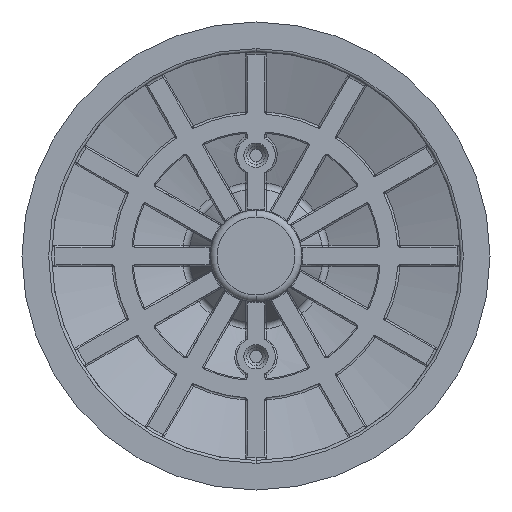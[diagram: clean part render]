
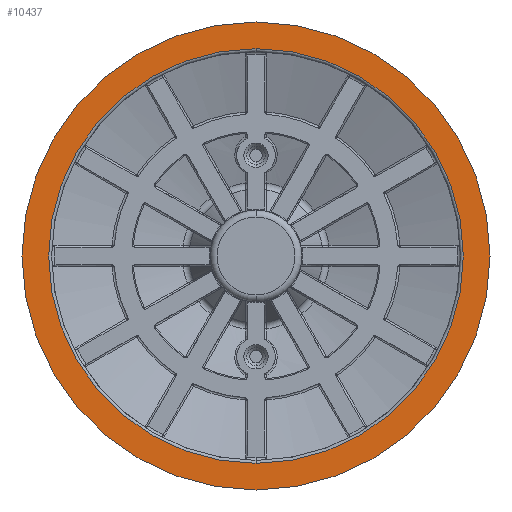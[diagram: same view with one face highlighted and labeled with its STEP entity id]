
A CAD part, front view. The second image highlights one B-rep face of the part: STEP entity #10437.
In plain terms, the highlighted planar face has unit normal (0, -1, 0).
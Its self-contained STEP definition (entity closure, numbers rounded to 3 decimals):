
#457 = VERTEX_POINT ( 'NONE', #15877 ) ;
#1728 = CARTESIAN_POINT ( 'NONE',  ( 39.5, 0., 0. ) ) ;
#1768 = PLANE ( 'NONE',  #3019 ) ;
#2479 = DIRECTION ( 'NONE',  ( 0., 1., 0. ) ) ;
#3019 = AXIS2_PLACEMENT_3D ( 'NONE', #7304, #11485, #3181 ) ;
#3128 = DIRECTION ( 'NONE',  ( 0., 0., -1. ) ) ;
#3181 = DIRECTION ( 'NONE',  ( 0., 0., -1. ) ) ;
#3604 = CIRCLE ( 'NONE', #11951, 39.5 ) ;
#4142 = EDGE_CURVE ( 'NONE', #5363, #457, #3604, .T. ) ;
#4854 = CARTESIAN_POINT ( 'NONE',  ( 39.5, 0., 0. ) ) ;
#5363 = VERTEX_POINT ( 'NONE', #5788 ) ;
#5788 = CARTESIAN_POINT ( 'NONE',  ( 39.5, 0., 39.5 ) ) ;
#6276 = DIRECTION ( 'NONE',  ( 0., 0., 1. ) ) ;
#6723 = EDGE_LOOP ( 'NONE', ( #16920, #16629 ) ) ;
#6938 = EDGE_CURVE ( 'NONE', #12619, #7639, #12661, .T. ) ;
#7055 = CIRCLE ( 'NONE', #13020, 35. ) ;
#7304 = CARTESIAN_POINT ( 'NONE',  ( 0., 0., 0. ) ) ;
#7639 = VERTEX_POINT ( 'NONE', #14769 ) ;
#7972 = DIRECTION ( 'NONE',  ( 0., 1., 0. ) ) ;
#8567 = CIRCLE ( 'NONE', #17822, 39.5 ) ;
#9318 = EDGE_CURVE ( 'NONE', #457, #5363, #8567, .T. ) ;
#9648 = FACE_BOUND ( 'NONE', #6723, .T. ) ;
#9955 = EDGE_CURVE ( 'NONE', #7639, #12619, #7055, .T. ) ;
#10437 = ADVANCED_FACE ( 'NONE', ( #9648, #17080 ), #1768, .T. ) ;
#10791 = CARTESIAN_POINT ( 'NONE',  ( 39.5, 0., 0. ) ) ;
#11438 = DIRECTION ( 'NONE',  ( 0., 1., 0. ) ) ;
#11485 = DIRECTION ( 'NONE',  ( 0., -1., 0. ) ) ;
#11951 = AXIS2_PLACEMENT_3D ( 'NONE', #16320, #7972, #17735 ) ;
#12130 = AXIS2_PLACEMENT_3D ( 'NONE', #1728, #11438, #3128 ) ;
#12201 = DIRECTION ( 'NONE',  ( 0., 0., -1. ) ) ;
#12619 = VERTEX_POINT ( 'NONE', #13223 ) ;
#12661 = CIRCLE ( 'NONE', #12130, 35. ) ;
#13020 = AXIS2_PLACEMENT_3D ( 'NONE', #10791, #2479, #12201 ) ;
#13223 = CARTESIAN_POINT ( 'NONE',  ( 39.5, 0., -35. ) ) ;
#13522 = EDGE_LOOP ( 'NONE', ( #17566, #14944 ) ) ;
#14599 = DIRECTION ( 'NONE',  ( 0., 1., 0. ) ) ;
#14769 = CARTESIAN_POINT ( 'NONE',  ( 39.5, 0., 35. ) ) ;
#14944 = ORIENTED_EDGE ( 'NONE', *, *, #9318, .F. ) ;
#15877 = CARTESIAN_POINT ( 'NONE',  ( 39.5, 0., -39.5 ) ) ;
#16320 = CARTESIAN_POINT ( 'NONE',  ( 39.5, 0., 0. ) ) ;
#16629 = ORIENTED_EDGE ( 'NONE', *, *, #9955, .T. ) ;
#16920 = ORIENTED_EDGE ( 'NONE', *, *, #6938, .T. ) ;
#17080 = FACE_OUTER_BOUND ( 'NONE', #13522, .T. ) ;
#17566 = ORIENTED_EDGE ( 'NONE', *, *, #4142, .F. ) ;
#17735 = DIRECTION ( 'NONE',  ( 0., 0., 1. ) ) ;
#17822 = AXIS2_PLACEMENT_3D ( 'NONE', #4854, #14599, #6276 ) ;
